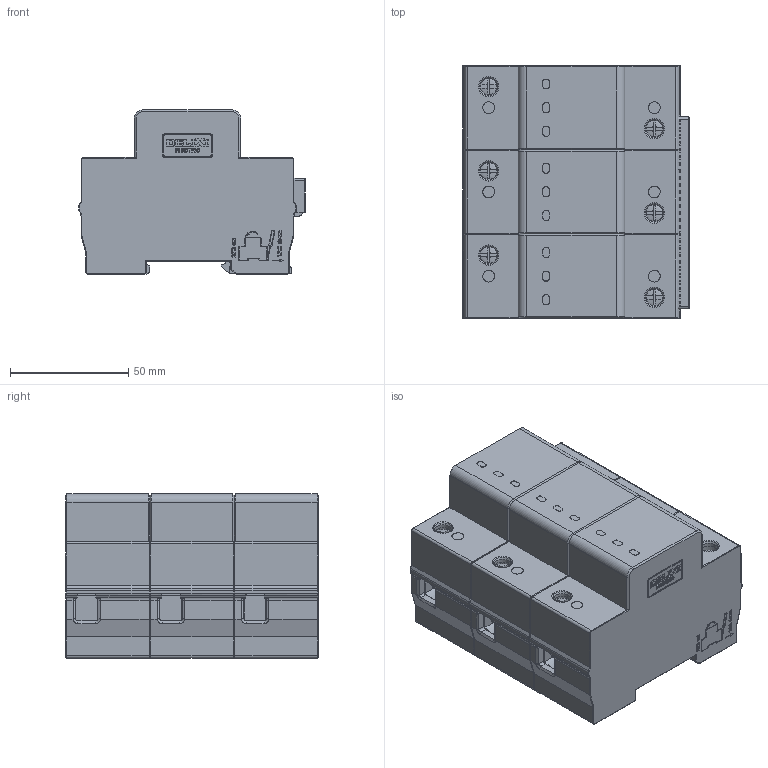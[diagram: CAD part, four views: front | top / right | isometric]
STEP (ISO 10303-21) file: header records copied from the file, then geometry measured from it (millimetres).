
FILE_DESCRIPTION((''),'2;1');
FILE_NAME('3P_SW0004','2025-06-18T',('weiren.liu'),(''),'PRO/ENGINEER BY PARAMETRIC TECHNOLOGY CORPORATION, 2017170','PRO/ENGINEER BY PARAMETRIC TECHNOLOGY CORPORATION, 2017170','');
FILE_SCHEMA(('CONFIG_CONTROL_DESIGN'));
Products named in the file (1): 3P_SW0004
Bounding box: 95.8 x 106.8 x 69.4 mm (x, y, z)
Volume: 177720.3 mm3; surface area: 168469.8 mm2
Topology: 1 solids, 15 shells, 5637 faces, 16448 edges, 10777 vertices
Faces by surface type: plane 4417, cylinder 867, torus 152, cone 111, bspline 66, sphere 24
Entity records: 208337 total; most frequent: CARTESIAN_POINT 57790, ORIENTED_EDGE 32884, DIRECTION 29303, EDGE_CURVE 16442, VECTOR 13155, LINE 13155, VERTEX_POINT 10777, AXIS2_PLACEMENT_3D 8074
